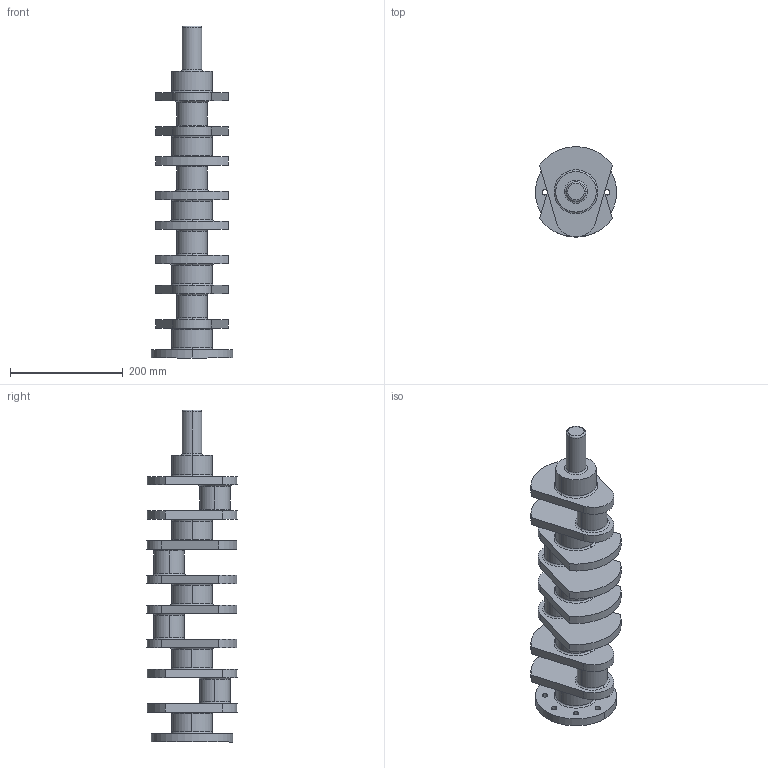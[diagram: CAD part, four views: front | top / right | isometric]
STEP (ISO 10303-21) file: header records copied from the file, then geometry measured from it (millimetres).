
FILE_DESCRIPTION (( 'STEP AP214' ), '1' );
FILE_NAME ('3.crank shaft.STEP', '2022-06-07T11:35:36', ( '' ), ( '' ), 'SwSTEP 2.0', 'SolidWorks 2021', '' );
FILE_SCHEMA (( 'AUTOMOTIVE_DESIGN' ));
Length unit declared in the file: inch
Products named in the file (1): 3.crank shaft
Bounding box: 144 x 159.74 x 589 mm (x, y, z)
Volume: 3232426 mm3; surface area: 353080.5 mm2
Topology: 1 solids, 1 shells, 128 faces, 312 edges, 204 vertices
Faces by surface type: cylinder 54, torus 38, plane 36
Entity records: 3942 total; most frequent: DIRECTION 780, CARTESIAN_POINT 645, ORIENTED_EDGE 624, AXIS2_PLACEMENT_3D 339, EDGE_CURVE 312, CIRCLE 210, VERTEX_POINT 204, EDGE_LOOP 162
